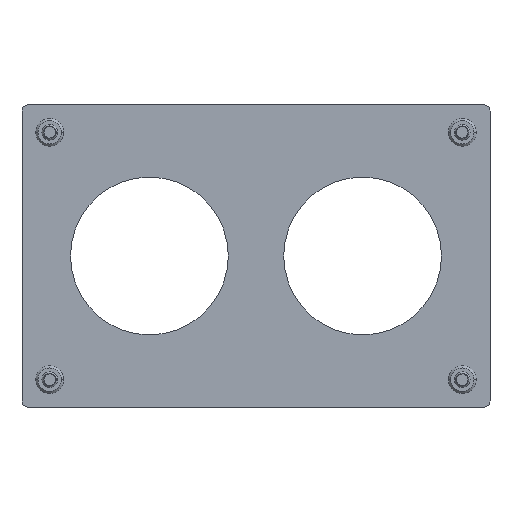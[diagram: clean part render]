
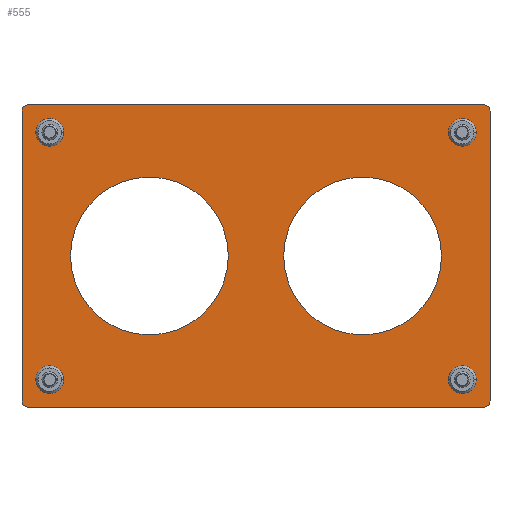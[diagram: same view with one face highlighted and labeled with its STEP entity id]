
A CAD part, front view. The second image highlights one B-rep face of the part: STEP entity #555.
In plain terms, the highlighted planar face has unit normal (0, -1, 0).
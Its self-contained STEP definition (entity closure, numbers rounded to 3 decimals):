
#555=ADVANCED_FACE('',(#1117,#1118,#1119,#1120,#1121,#1122,#1123),#1124,.F.);
#1117=FACE_BOUND('',#1683,.T.);
#1118=FACE_BOUND('',#1684,.T.);
#1119=FACE_BOUND('',#1685,.T.);
#1120=FACE_BOUND('',#1686,.T.);
#1121=FACE_BOUND('',#1687,.T.);
#1122=FACE_BOUND('',#1688,.T.);
#1123=FACE_OUTER_BOUND('',#1689,.T.);
#1124=PLANE('',#1690);
#1683=EDGE_LOOP('',(#3271,#3272));
#1684=EDGE_LOOP('',(#3273,#3274));
#1685=EDGE_LOOP('',(#3275,#3276));
#1686=EDGE_LOOP('',(#3277,#3278));
#1687=EDGE_LOOP('',(#3279,#3280));
#1688=EDGE_LOOP('',(#3281,#3282));
#1689=EDGE_LOOP('',(#3283,#3284,#3285,#3286,#3287,#3288,#3289,#3290));
#1690=AXIS2_PLACEMENT_3D('',#3291,#3292,#3293);
#3271=ORIENTED_EDGE('',*,*,#3368,.T.);
#3272=ORIENTED_EDGE('',*,*,#3882,.T.);
#3273=ORIENTED_EDGE('',*,*,#3363,.T.);
#3274=ORIENTED_EDGE('',*,*,#3885,.T.);
#3275=ORIENTED_EDGE('',*,*,#3901,.T.);
#3276=ORIENTED_EDGE('',*,*,#3336,.T.);
#3277=ORIENTED_EDGE('',*,*,#3905,.T.);
#3278=ORIENTED_EDGE('',*,*,#3331,.T.);
#3279=ORIENTED_EDGE('',*,*,#3909,.T.);
#3280=ORIENTED_EDGE('',*,*,#3326,.T.);
#3281=ORIENTED_EDGE('',*,*,#3913,.T.);
#3282=ORIENTED_EDGE('',*,*,#3321,.T.);
#3283=ORIENTED_EDGE('',*,*,#3946,.F.);
#3284=ORIENTED_EDGE('',*,*,#3918,.F.);
#3285=ORIENTED_EDGE('',*,*,#3923,.F.);
#3286=ORIENTED_EDGE('',*,*,#3927,.F.);
#3287=ORIENTED_EDGE('',*,*,#3931,.F.);
#3288=ORIENTED_EDGE('',*,*,#3935,.F.);
#3289=ORIENTED_EDGE('',*,*,#3939,.F.);
#3290=ORIENTED_EDGE('',*,*,#3943,.F.);
#3291=CARTESIAN_POINT('',(109.75,10.5,71.0));
#3292=DIRECTION('',(-0.0,1.0,0.0));
#3293=DIRECTION('',(1.0,0.0,0.0));
#3321=EDGE_CURVE('',#3954,#3951,#3955,.T.);
#3326=EDGE_CURVE('',#3963,#3960,#3964,.T.);
#3331=EDGE_CURVE('',#3972,#3969,#3973,.T.);
#3336=EDGE_CURVE('',#3981,#3978,#3982,.T.);
#3363=EDGE_CURVE('',#4024,#4028,#4030,.T.);
#3368=EDGE_CURVE('',#4033,#4037,#4039,.T.);
#3882=EDGE_CURVE('',#4037,#4033,#4793,.T.);
#3885=EDGE_CURVE('',#4028,#4024,#4796,.T.);
#3901=EDGE_CURVE('',#3978,#3981,#4812,.T.);
#3905=EDGE_CURVE('',#3969,#3972,#4816,.T.);
#3909=EDGE_CURVE('',#3960,#3963,#4820,.T.);
#3913=EDGE_CURVE('',#3951,#3954,#4824,.T.);
#3918=EDGE_CURVE('',#4830,#4832,#4833,.T.);
#3923=EDGE_CURVE('',#4838,#4830,#4840,.T.);
#3927=EDGE_CURVE('',#4844,#4838,#4846,.T.);
#3931=EDGE_CURVE('',#4850,#4844,#4852,.T.);
#3935=EDGE_CURVE('',#4856,#4850,#4858,.T.);
#3939=EDGE_CURVE('',#4862,#4856,#4864,.T.);
#3943=EDGE_CURVE('',#4868,#4862,#4870,.T.);
#3946=EDGE_CURVE('',#4832,#4868,#4873,.T.);
#3951=VERTEX_POINT('',#4878);
#3954=VERTEX_POINT('',#4882);
#3955=CIRCLE('',#4883,6.5);
#3960=VERTEX_POINT('',#4889);
#3963=VERTEX_POINT('',#4893);
#3964=CIRCLE('',#4894,6.5);
#3969=VERTEX_POINT('',#4900);
#3972=VERTEX_POINT('',#4904);
#3973=CIRCLE('',#4905,6.5);
#3978=VERTEX_POINT('',#4911);
#3981=VERTEX_POINT('',#4915);
#3982=CIRCLE('',#4916,6.5);
#4024=VERTEX_POINT('',#4967);
#4028=VERTEX_POINT('',#4972);
#4030=CIRCLE('',#4975,37.0);
#4033=VERTEX_POINT('',#4978);
#4037=VERTEX_POINT('',#4983);
#4039=CIRCLE('',#4986,37.0);
#4793=CIRCLE('',#5868,37.0);
#4796=CIRCLE('',#5871,37.0);
#4812=CIRCLE('',#5887,6.5);
#4816=CIRCLE('',#5891,6.5);
#4820=CIRCLE('',#5895,6.5);
#4824=CIRCLE('',#5899,6.5);
#4830=VERTEX_POINT('',#5906);
#4832=VERTEX_POINT('',#5909);
#4833=LINE('',#5910,#5911);
#4838=VERTEX_POINT('',#5917);
#4840=CIRCLE('',#5920,3.);
#4844=VERTEX_POINT('',#5925);
#4846=LINE('',#5928,#5929);
#4850=VERTEX_POINT('',#5933);
#4852=CIRCLE('',#5936,3.);
#4856=VERTEX_POINT('',#5941);
#4858=LINE('',#5944,#5945);
#4862=VERTEX_POINT('',#5949);
#4864=CIRCLE('',#5952,3.);
#4868=VERTEX_POINT('',#5957);
#4870=LINE('',#5960,#5961);
#4873=CIRCLE('',#5964,3.);
#4878=CARTESIAN_POINT('',(19.5,10.5,129.0));
#4882=CARTESIAN_POINT('',(6.5,10.5,129.0));
#4883=AXIS2_PLACEMENT_3D('',#5969,#5970,#5971);
#4889=CARTESIAN_POINT('',(19.5,10.5,13.0));
#4893=CARTESIAN_POINT('',(6.5,10.5,13.0));
#4894=AXIS2_PLACEMENT_3D('',#5977,#5978,#5979);
#4900=CARTESIAN_POINT('',(213.0,10.5,129.0));
#4904=CARTESIAN_POINT('',(200.0,10.5,129.0));
#4905=AXIS2_PLACEMENT_3D('',#5985,#5986,#5987);
#4911=CARTESIAN_POINT('',(213.0,10.5,13.0));
#4915=CARTESIAN_POINT('',(200.0,10.5,13.0));
#4916=AXIS2_PLACEMENT_3D('',#5993,#5994,#5995);
#4967=CARTESIAN_POINT('',(96.75,10.5,71.0));
#4972=CARTESIAN_POINT('',(22.75,10.5,71.0));
#4975=AXIS2_PLACEMENT_3D('',#6037,#6038,#6039);
#4978=CARTESIAN_POINT('',(196.75,10.5,71.0));
#4983=CARTESIAN_POINT('',(122.75,10.5,71.0));
#4986=AXIS2_PLACEMENT_3D('',#6045,#6046,#6047);
#5868=AXIS2_PLACEMENT_3D('',#6908,#6909,#6910);
#5871=AXIS2_PLACEMENT_3D('',#6914,#6915,#6916);
#5887=AXIS2_PLACEMENT_3D('',#6935,#6936,#6937);
#5891=AXIS2_PLACEMENT_3D('',#6941,#6942,#6943);
#5895=AXIS2_PLACEMENT_3D('',#6947,#6948,#6949);
#5899=AXIS2_PLACEMENT_3D('',#6953,#6954,#6955);
#5906=CARTESIAN_POINT('',(219.5,10.5,139.0));
#5909=CARTESIAN_POINT('',(219.5,10.5,3.0));
#5910=CARTESIAN_POINT('',(219.5,10.5,139.0));
#5911=VECTOR('',#6958,1.0);
#5917=CARTESIAN_POINT('',(216.5,10.5,142.0));
#5920=AXIS2_PLACEMENT_3D('',#6964,#6965,#6966);
#5925=CARTESIAN_POINT('',(3.0,10.5,142.0));
#5928=CARTESIAN_POINT('',(3.0,10.5,142.0));
#5929=VECTOR('',#6969,1.0);
#5933=CARTESIAN_POINT('',(0.0,10.5,139.0));
#5936=AXIS2_PLACEMENT_3D('',#6974,#6975,#6976);
#5941=CARTESIAN_POINT('',(0.0,10.5,3.0));
#5944=CARTESIAN_POINT('',(0.0,10.5,3.0));
#5945=VECTOR('',#6979,1.0);
#5949=CARTESIAN_POINT('',(3.0,10.5,0.0));
#5952=AXIS2_PLACEMENT_3D('',#6984,#6985,#6986);
#5957=CARTESIAN_POINT('',(216.5,10.5,0.0));
#5960=CARTESIAN_POINT('',(216.5,10.5,0.0));
#5961=VECTOR('',#6989,1.0);
#5964=AXIS2_PLACEMENT_3D('',#6993,#6994,#6995);
#5969=CARTESIAN_POINT('',(13.0,10.5,129.0));
#5970=DIRECTION('',(0.0,1.0,0.0));
#5971=DIRECTION('',(1.0,0.0,0.));
#5977=CARTESIAN_POINT('',(13.0,10.5,13.0));
#5978=DIRECTION('',(0.0,1.0,0.0));
#5979=DIRECTION('',(1.0,0.0,0.));
#5985=CARTESIAN_POINT('',(206.5,10.5,129.0));
#5986=DIRECTION('',(0.0,1.0,0.0));
#5987=DIRECTION('',(1.0,0.0,0.));
#5993=CARTESIAN_POINT('',(206.5,10.5,13.0));
#5994=DIRECTION('',(0.0,1.0,0.0));
#5995=DIRECTION('',(1.0,0.0,0.));
#6037=CARTESIAN_POINT('',(59.75,10.5,71.0));
#6038=DIRECTION('',(-0.0,1.0,0.0));
#6039=DIRECTION('',(1.0,0.0,0.0));
#6045=CARTESIAN_POINT('',(159.75,10.5,71.0));
#6046=DIRECTION('',(-0.0,1.0,0.0));
#6047=DIRECTION('',(1.0,0.0,0.0));
#6908=CARTESIAN_POINT('',(159.75,10.5,71.0));
#6909=DIRECTION('',(-0.0,1.0,0.0));
#6910=DIRECTION('',(1.0,0.0,0.0));
#6914=CARTESIAN_POINT('',(59.75,10.5,71.0));
#6915=DIRECTION('',(-0.0,1.0,0.0));
#6916=DIRECTION('',(1.0,0.0,0.0));
#6935=CARTESIAN_POINT('',(206.5,10.5,13.0));
#6936=DIRECTION('',(0.0,1.0,0.0));
#6937=DIRECTION('',(1.0,0.0,0.));
#6941=CARTESIAN_POINT('',(206.5,10.5,129.0));
#6942=DIRECTION('',(0.0,1.0,0.0));
#6943=DIRECTION('',(1.0,0.0,0.));
#6947=CARTESIAN_POINT('',(13.0,10.5,13.0));
#6948=DIRECTION('',(0.0,1.0,0.0));
#6949=DIRECTION('',(1.0,0.0,0.));
#6953=CARTESIAN_POINT('',(13.0,10.5,129.0));
#6954=DIRECTION('',(0.0,1.0,0.0));
#6955=DIRECTION('',(1.0,0.0,0.));
#6958=DIRECTION('',(0.0,0.0,-1.0));
#6964=CARTESIAN_POINT('',(216.5,10.5,139.0));
#6965=DIRECTION('',(-0.0,1.0,0.0));
#6966=DIRECTION('',(0.,0.0,1.0));
#6969=DIRECTION('',(1.0,0.0,0.0));
#6974=CARTESIAN_POINT('',(3.,10.5,139.0));
#6975=DIRECTION('',(0.0,1.0,0.0));
#6976=DIRECTION('',(-1.0,0.0,0.));
#6979=DIRECTION('',(0.0,0.0,1.0));
#6984=CARTESIAN_POINT('',(3.,10.5,3.));
#6985=DIRECTION('',(0.0,1.0,0.0));
#6986=DIRECTION('',(0.,0.0,-1.0));
#6989=DIRECTION('',(-1.0,0.0,0.0));
#6993=CARTESIAN_POINT('',(216.5,10.5,3.));
#6994=DIRECTION('',(0.0,1.0,0.0));
#6995=DIRECTION('',(1.0,0.0,0.));
